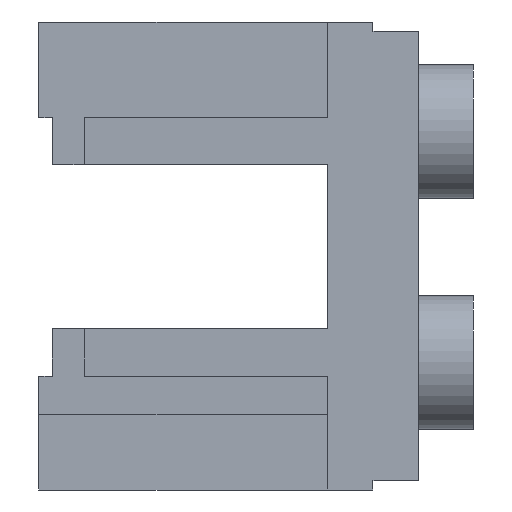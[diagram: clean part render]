
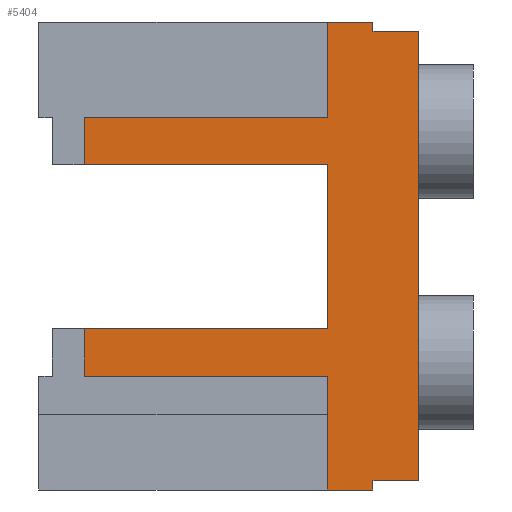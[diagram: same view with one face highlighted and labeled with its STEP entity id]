
A CAD part, left-side view. The second image highlights one B-rep face of the part: STEP entity #5404.
In plain terms, the highlighted planar face has unit normal (-1, 0, 0).
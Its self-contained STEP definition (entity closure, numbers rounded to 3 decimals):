
#744=PLANE('',#19866);
#1466=FACE_OUTER_BOUND('',#8301,.T.);
#2692=LINE('',#29583,#4216);
#2817=LINE('',#29967,#4341);
#2829=LINE('',#30005,#4353);
#2836=LINE('',#30017,#4360);
#2842=LINE('',#30031,#4366);
#2907=LINE('',#30162,#4431);
#2915=LINE('',#30180,#4439);
#2922=LINE('',#30205,#4446);
#2929=LINE('',#30221,#4453);
#2946=LINE('',#30254,#4470);
#2948=LINE('',#30257,#4472);
#2949=LINE('',#30259,#4473);
#2950=LINE('',#30261,#4474);
#2951=LINE('',#30263,#4475);
#2952=LINE('',#30265,#4476);
#2953=LINE('',#30267,#4477);
#4216=VECTOR('',#24443,1.);
#4341=VECTOR('',#24816,1.);
#4353=VECTOR('',#24842,1.);
#4360=VECTOR('',#24853,1.);
#4366=VECTOR('',#24867,1.);
#4431=VECTOR('',#24970,1.);
#4439=VECTOR('',#24986,1.);
#4446=VECTOR('',#25001,1.);
#4453=VECTOR('',#25018,1.);
#4470=VECTOR('',#25045,1.);
#4472=VECTOR('',#25049,1.);
#4473=VECTOR('',#25052,1.);
#4474=VECTOR('',#25053,1.);
#4475=VECTOR('',#25054,1.);
#4476=VECTOR('',#25055,1.);
#4477=VECTOR('',#25056,1.);
#5404=ADVANCED_FACE('',(#1466),#744,.T.);
#8301=EDGE_LOOP('',(#12696,#12697,#12698,#12699,#12700,#12701,#12702,#12703,
#12704,#12705,#12706,#12707,#12708,#12709,#12710,#12711));
#12696=ORIENTED_EDGE('',*,*,#17757,.T.);
#12697=ORIENTED_EDGE('',*,*,#17618,.T.);
#12698=ORIENTED_EDGE('',*,*,#17633,.F.);
#12699=ORIENTED_EDGE('',*,*,#17640,.T.);
#12700=ORIENTED_EDGE('',*,*,#17647,.T.);
#12701=ORIENTED_EDGE('',*,*,#17738,.T.);
#12702=ORIENTED_EDGE('',*,*,#17730,.F.);
#12703=ORIENTED_EDGE('',*,*,#17721,.T.);
#12704=ORIENTED_EDGE('',*,*,#17712,.T.);
#12705=ORIENTED_EDGE('',*,*,#17758,.T.);
#12706=ORIENTED_EDGE('',*,*,#17759,.T.);
#12707=ORIENTED_EDGE('',*,*,#17760,.T.);
#12708=ORIENTED_EDGE('',*,*,#17761,.T.);
#12709=ORIENTED_EDGE('',*,*,#17762,.T.);
#12710=ORIENTED_EDGE('',*,*,#17432,.T.);
#12711=ORIENTED_EDGE('',*,*,#17755,.T.);
#15044=VERTEX_POINT('',#29582);
#15045=VERTEX_POINT('',#29584);
#15180=VERTEX_POINT('',#29968);
#15181=VERTEX_POINT('',#29969);
#15191=VERTEX_POINT('',#30004);
#15194=VERTEX_POINT('',#30016);
#15198=VERTEX_POINT('',#30030);
#15245=VERTEX_POINT('',#30161);
#15246=VERTEX_POINT('',#30163);
#15252=VERTEX_POINT('',#30181);
#15259=VERTEX_POINT('',#30206);
#15273=VERTEX_POINT('',#30253);
#15274=VERTEX_POINT('',#30260);
#15275=VERTEX_POINT('',#30262);
#15276=VERTEX_POINT('',#30264);
#15277=VERTEX_POINT('',#30266);
#17432=EDGE_CURVE('',#15045,#15044,#2692,.T.);
#17618=EDGE_CURVE('',#15180,#15181,#2817,.T.);
#17633=EDGE_CURVE('',#15191,#15181,#2829,.T.);
#17640=EDGE_CURVE('',#15191,#15194,#2836,.T.);
#17647=EDGE_CURVE('',#15194,#15198,#2842,.T.);
#17712=EDGE_CURVE('',#15246,#15245,#2907,.T.);
#17721=EDGE_CURVE('',#15252,#15246,#2915,.T.);
#17730=EDGE_CURVE('',#15252,#15259,#2922,.T.);
#17738=EDGE_CURVE('',#15198,#15259,#2929,.T.);
#17755=EDGE_CURVE('',#15044,#15273,#2946,.T.);
#17757=EDGE_CURVE('',#15273,#15180,#2948,.T.);
#17758=EDGE_CURVE('',#15245,#15274,#2949,.T.);
#17759=EDGE_CURVE('',#15274,#15275,#2950,.T.);
#17760=EDGE_CURVE('',#15275,#15276,#2951,.T.);
#17761=EDGE_CURVE('',#15276,#15277,#2952,.T.);
#17762=EDGE_CURVE('',#15277,#15045,#2953,.T.);
#19866=AXIS2_PLACEMENT_3D('',#30268,#25057,#25058);
#24443=DIRECTION('',(0.,0.,1.));
#24816=DIRECTION('',(0.,1.,0.));
#24842=DIRECTION('',(0.,0.,1.));
#24853=DIRECTION('',(0.,-1.,0.));
#24867=DIRECTION('',(0.,0.,-1.));
#24970=DIRECTION('',(0.,0.,-1.));
#24986=DIRECTION('',(0.,-1.,0.));
#25001=DIRECTION('',(0.,0.,1.));
#25018=DIRECTION('',(0.,1.,0.));
#25045=DIRECTION('',(0.,1.,0.));
#25049=DIRECTION('',(0.,0.,-1.));
#25052=DIRECTION('',(0.,-1.,0.));
#25053=DIRECTION('',(0.,0.,1.));
#25054=DIRECTION('',(0.,-1.,0.));
#25055=DIRECTION('',(0.,0.,1.));
#25056=DIRECTION('',(0.,1.,0.));
#25057=DIRECTION('',(-1.,0.,0.));
#25058=DIRECTION('',(0.,-1.,0.));
#29582=CARTESIAN_POINT('',(-47.5,1.5,7.7));
#29583=CARTESIAN_POINT('',(-47.5,1.5,7.4));
#29584=CARTESIAN_POINT('',(-47.5,1.5,7.4));
#29967=CARTESIAN_POINT('',(-47.5,3.,4.55));
#29968=CARTESIAN_POINT('',(-47.5,3.,4.55));
#29969=CARTESIAN_POINT('',(-47.5,11.,4.55));
#30004=CARTESIAN_POINT('',(-47.5,11.,3.));
#30005=CARTESIAN_POINT('',(-47.5,11.,3.));
#30016=CARTESIAN_POINT('',(-47.5,3.,3.));
#30017=CARTESIAN_POINT('',(-47.5,11.,3.));
#30030=CARTESIAN_POINT('',(-47.5,3.,-2.4));
#30031=CARTESIAN_POINT('',(-47.5,3.,3.));
#30161=CARTESIAN_POINT('',(-47.5,3.,-7.7));
#30162=CARTESIAN_POINT('',(-47.5,3.,-3.95));
#30163=CARTESIAN_POINT('',(-47.5,3.,-3.95));
#30180=CARTESIAN_POINT('',(-47.5,11.,-3.95));
#30181=CARTESIAN_POINT('',(-47.5,11.,-3.95));
#30205=CARTESIAN_POINT('',(-47.5,11.,-3.95));
#30206=CARTESIAN_POINT('',(-47.5,11.,-2.4));
#30221=CARTESIAN_POINT('',(-47.5,3.,-2.4));
#30253=CARTESIAN_POINT('',(-47.5,3.,7.7));
#30254=CARTESIAN_POINT('',(-47.5,1.5,7.7));
#30257=CARTESIAN_POINT('',(-47.5,3.,7.7));
#30259=CARTESIAN_POINT('',(-47.5,3.,-7.7));
#30260=CARTESIAN_POINT('',(-47.5,1.5,-7.7));
#30261=CARTESIAN_POINT('',(-47.5,1.5,-7.7));
#30262=CARTESIAN_POINT('',(-47.5,1.5,-7.4));
#30263=CARTESIAN_POINT('',(-47.5,1.5,-7.4));
#30264=CARTESIAN_POINT('',(-47.5,0.,-7.4));
#30265=CARTESIAN_POINT('',(-47.5,0.,-7.4));
#30266=CARTESIAN_POINT('',(-47.5,0.,7.4));
#30267=CARTESIAN_POINT('',(-47.5,0.,7.4));
#30268=CARTESIAN_POINT('',(-47.5,11.,-7.7));
